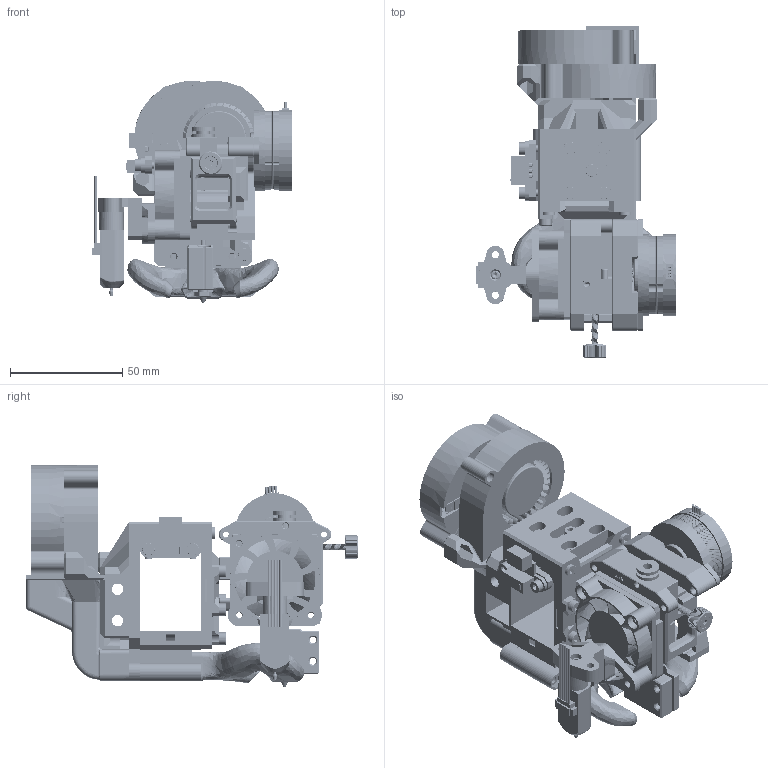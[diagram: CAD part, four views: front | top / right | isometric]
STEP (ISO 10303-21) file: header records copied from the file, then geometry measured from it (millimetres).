
FILE_DESCRIPTION(/* description */ (''),/* implementation_level */ '2;1');
FILE_NAME(/* name */ 'Assembly-Mellow-Sunrise-Volcano-Dual5015-Monsterduct.step',/* time_stamp */ '2021-08-09T14:14:10+01:00',/* author */ (''),/* organization */ (''),/* preprocessor_version */ 'ST-DEVELOPER v18.1',/* originating_system */ 'Autodesk Translation Framework v10.9.0.1377',/* authorisation */ '');
FILE_SCHEMA (('AUTOMOTIVE_DESIGN { 1 0 10303 214 3 1 1 }'));
Products named in the file (78): [Assembly] Mellow Sunrise Volcano; [Top] Generic <1>; [Endstop] Angled Endstop <1>; Angled endstop <1>; Part 7; Part 10; Part 1; Part 3; Part 14; Part 2; Part 9; Part 5; Part 12; Part 11; Part 8; Part 4; Part 13; Part 6; top_endstop_angled; DIN 912 M3 6 mm; top_mgn12; DIN 912 M3 35 mm; DIN 912 M3 10 mm; [Face] __ALL__ <1>; [Face] Universal <2>; Belt Grabber <1>; M3  Hex nut ; Belt Grabber <2>; DIN 912 M3 8 mm; face_belt_grabber; universal_face; Generic Probe Adapter; NF_35BMG-001; NF 35BMG-KT-B; NF 35BMG-DZ; LDO_36STH17-1004AHG; T10 SpurGear; LDO Stepper (1); Component3; Component4 ...
Assembly tree (92 placements, depth 5):
  [Assembly] Mellow Sunrise Volcano
    [Top] Generic <1>
      [Endstop] Angled Endstop <1>
        Angled endstop <1>
          Part 7
          Part 10
          Part 1
          Part 3
          Part 14
          Part 2
          Part 9
          Part 5
          Part 12
          Part 11
          Part 8
          Part 4
          Part 13
          Part 6
        DIN 912 M3 6 mm  x2
        top_endstop_angled
      DIN 912 M3 10 mm  x4
      DIN 912 M3 35 mm  x2
      M3  Hex nut 
      top_mgn12
      DIN 912 M3 8 mm
    [Face] __ALL__ <1>
      [Face] Universal <2>
        M3  Hex nut   x4
        Belt Grabber <1>
          face_belt_grabber
          DIN 912 M3 8 mm  x2
        Belt Grabber <2>
          DIN 912 M3 8 mm  x2
          face_belt_grabber
        universal_face
    Generic Probe Adapter
    NF_35BMG-001
      NF 35BMG-KT-B
      NF 35BMG-DZ
      LDO_36STH17-1004AHG
        T10 SpurGear
        LDO Stepper (1)
          Component3
          Component4
          Component5
          Component6
          Component7
          Component8
          Component9
          Component10
          Component11
          Component12
          Component13
          Component14
          Component15
          Component16
          Component17
          Component18
      Åç×ìkpq/
      HSR-01-8-01
Bounding box: 88.98 x 148.05 x 99.07 mm (x, y, z)
Volume: 178225.8 mm3; surface area: 178126 mm2
Topology: 83 solids, 83 shells, 4455 faces, 11553 edges, 7322 vertices
Faces by surface type: plane 2049, cylinder 1381, bspline 525, torus 277, cone 211, sphere 12
Full cylindrical faces by diameter (mm): 0.4 x1, 1.2 x10, 1.95 x1, 2 x3, 2.35 x45, 2.4 x3, 2.5 x21, 2.529 x8, 2.9 x6, 3 x71, 3.05 x1, 3.086 x8, 3.091 x6, 3.1 x1, 3.2 x11, 3.25 x2, 3.3 x30, 3.332 x5, 3.4 x13, 3.5 x4, 4 x3, 4.1 x2, 4.109 x5, 4.2 x4, 4.3 x2, 4.5 x8, 4.7 x1, 5 x3, 5.1 x2, 5.5 x13
Entity records: 352999 total; most frequent: CARTESIAN_POINT 257508, ORIENTED_EDGE 19926, DIRECTION 18457, EDGE_CURVE 9963, AXIS2_PLACEMENT_3D 6857, VERTEX_POINT 6352, LINE 4743, VECTOR 4743
